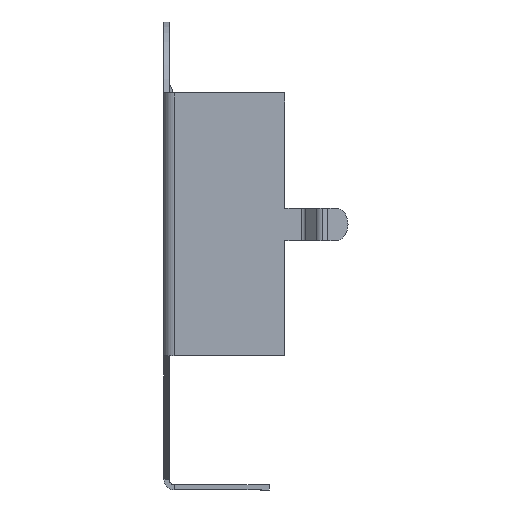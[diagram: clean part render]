
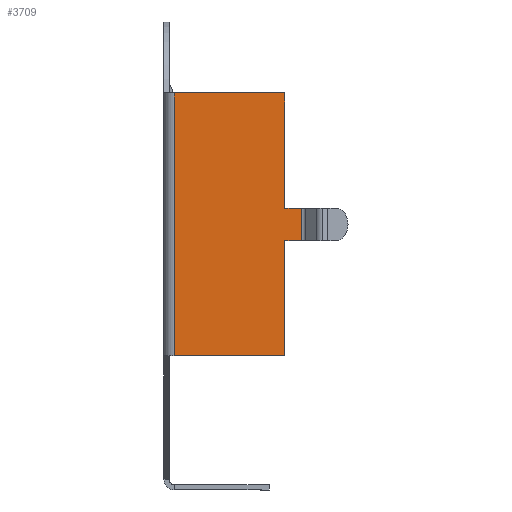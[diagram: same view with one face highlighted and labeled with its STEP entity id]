
A CAD part, left-side view. The second image highlights one B-rep face of the part: STEP entity #3709.
In plain terms, the highlighted planar face has unit normal (-1, 0, 0).
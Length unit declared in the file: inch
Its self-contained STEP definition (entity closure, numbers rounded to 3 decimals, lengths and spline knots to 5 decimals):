
#59 = VERTEX_POINT ( 'NONE', #3400 ) ;
#114 = CARTESIAN_POINT ( 'NONE',  ( -0.5, 0., 0.31 ) ) ;
#156 = DIRECTION ( 'NONE',  ( 0., -1., 0. ) ) ;
#271 = LINE ( 'NONE', #2200, #1769 ) ;
#272 = VECTOR ( 'NONE', #1529, 39.37008 ) ;
#337 = CARTESIAN_POINT ( 'NONE',  ( -0.5, 0., 0. ) ) ;
#582 = ORIENTED_EDGE ( 'NONE', *, *, #2305, .F. ) ;
#593 = CARTESIAN_POINT ( 'NONE',  ( -0.5, 0., 0.091 ) ) ;
#671 = ORIENTED_EDGE ( 'NONE', *, *, #3197, .T. ) ;
#696 = LINE ( 'NONE', #3315, #272 ) ;
#712 = DIRECTION ( 'NONE',  ( 0., 1., 0. ) ) ;
#820 = VERTEX_POINT ( 'NONE', #2023 ) ;
#858 = EDGE_CURVE ( 'NONE', #2118, #2770, #1645, .T. ) ;
#860 = ORIENTED_EDGE ( 'NONE', *, *, #2681, .F. ) ;
#940 = VECTOR ( 'NONE', #3492, 39.37008 ) ;
#1056 = DIRECTION ( 'NONE',  ( 0., -1., 0. ) ) ;
#1059 = CARTESIAN_POINT ( 'NONE',  ( -0.5, 0.21, 0.31 ) ) ;
#1129 = LINE ( 'NONE', #2246, #3001 ) ;
#1318 = ORIENTED_EDGE ( 'NONE', *, *, #3451, .F. ) ;
#1331 = DIRECTION ( 'NONE',  ( 0., -1., 0. ) ) ;
#1336 = ORIENTED_EDGE ( 'NONE', *, *, #1633, .F. ) ;
#1372 = DIRECTION ( 'NONE',  ( 0., 0., 1. ) ) ;
#1403 = VECTOR ( 'NONE', #3760, 39.37008 ) ;
#1529 = DIRECTION ( 'NONE',  ( 0., 0., -1. ) ) ;
#1624 = CARTESIAN_POINT ( 'NONE',  ( -0.5, 0.21, 0.31 ) ) ;
#1633 = EDGE_CURVE ( 'NONE', #3717, #2688, #1129, .T. ) ;
#1645 = LINE ( 'NONE', #2276, #940 ) ;
#1769 = VECTOR ( 'NONE', #156, 39.37008 ) ;
#1879 = ORIENTED_EDGE ( 'NONE', *, *, #2317, .F. ) ;
#1993 = VERTEX_POINT ( 'NONE', #3088 ) ;
#1999 = CARTESIAN_POINT ( 'NONE',  ( -0.5, 0., -0.19 ) ) ;
#2023 = CARTESIAN_POINT ( 'NONE',  ( -0.5, 0., 0.029 ) ) ;
#2118 = VERTEX_POINT ( 'NONE', #2164 ) ;
#2121 = CARTESIAN_POINT ( 'NONE',  ( -0.5, 0., 0.31 ) ) ;
#2164 = CARTESIAN_POINT ( 'NONE',  ( -0.5, -0.03114, 0.091 ) ) ;
#2200 = CARTESIAN_POINT ( 'NONE',  ( -0.5, 0., 0.029 ) ) ;
#2246 = CARTESIAN_POINT ( 'NONE',  ( -0.5, 0.22, 0.31 ) ) ;
#2276 = CARTESIAN_POINT ( 'NONE',  ( -0.5, -0.03114, 0.091 ) ) ;
#2305 = EDGE_CURVE ( 'NONE', #2688, #2953, #3514, .T. ) ;
#2317 = EDGE_CURVE ( 'NONE', #2953, #2118, #2630, .T. ) ;
#2429 = VECTOR ( 'NONE', #3727, 39.37008 ) ;
#2630 = LINE ( 'NONE', #3127, #3825 ) ;
#2681 = EDGE_CURVE ( 'NONE', #820, #1993, #696, .T. ) ;
#2687 = VECTOR ( 'NONE', #1372, 39.37008 ) ;
#2688 = VERTEX_POINT ( 'NONE', #2121 ) ;
#2770 = VERTEX_POINT ( 'NONE', #3800 ) ;
#2900 = LINE ( 'NONE', #1999, #1403 ) ;
#2953 = VERTEX_POINT ( 'NONE', #593 ) ;
#3001 = VECTOR ( 'NONE', #1331, 39.37008 ) ;
#3088 = CARTESIAN_POINT ( 'NONE',  ( -0.5, 0., -0.19 ) ) ;
#3127 = CARTESIAN_POINT ( 'NONE',  ( -0.5, 0., 0.091 ) ) ;
#3197 = EDGE_CURVE ( 'NONE', #820, #2770, #271, .T. ) ;
#3280 = ORIENTED_EDGE ( 'NONE', *, *, #3344, .F. ) ;
#3315 = CARTESIAN_POINT ( 'NONE',  ( -0.5, 0., 0.31 ) ) ;
#3344 = EDGE_CURVE ( 'NONE', #1993, #59, #2900, .T. ) ;
#3355 = DIRECTION ( 'NONE',  ( 1., 0., 0. ) ) ;
#3387 = EDGE_LOOP ( 'NONE', ( #1318, #3280, #860, #671, #3531, #1879, #582, #1336 ) ) ;
#3400 = CARTESIAN_POINT ( 'NONE',  ( -0.5, 0.21, -0.19 ) ) ;
#3451 = EDGE_CURVE ( 'NONE', #59, #3717, #3751, .T. ) ;
#3492 = DIRECTION ( 'NONE',  ( 0., 0., -1. ) ) ;
#3514 = LINE ( 'NONE', #114, #2429 ) ;
#3531 = ORIENTED_EDGE ( 'NONE', *, *, #858, .F. ) ;
#3565 = FACE_OUTER_BOUND ( 'NONE', #3387, .T. ) ;
#3619 = PLANE ( 'NONE',  #3735 ) ;
#3709 = ADVANCED_FACE ( 'NONE', ( #3565 ), #3619, .F. ) ;
#3717 = VERTEX_POINT ( 'NONE', #1624 ) ;
#3727 = DIRECTION ( 'NONE',  ( 0., 0., -1. ) ) ;
#3735 = AXIS2_PLACEMENT_3D ( 'NONE', #337, #3355, #712 ) ;
#3751 = LINE ( 'NONE', #1059, #2687 ) ;
#3760 = DIRECTION ( 'NONE',  ( 0., 1., 0. ) ) ;
#3800 = CARTESIAN_POINT ( 'NONE',  ( -0.5, -0.03114, 0.029 ) ) ;
#3825 = VECTOR ( 'NONE', #1056, 39.37008 ) ;
